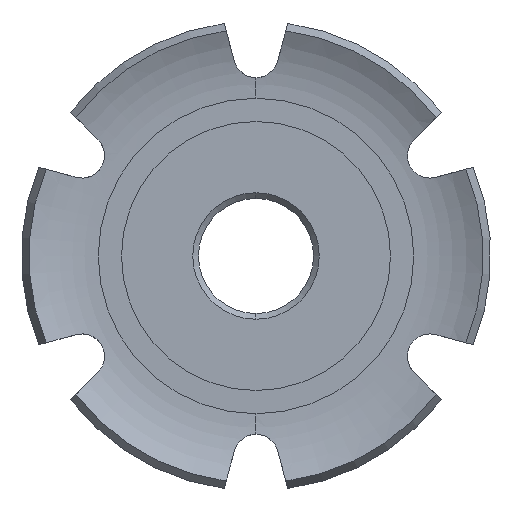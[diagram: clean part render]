
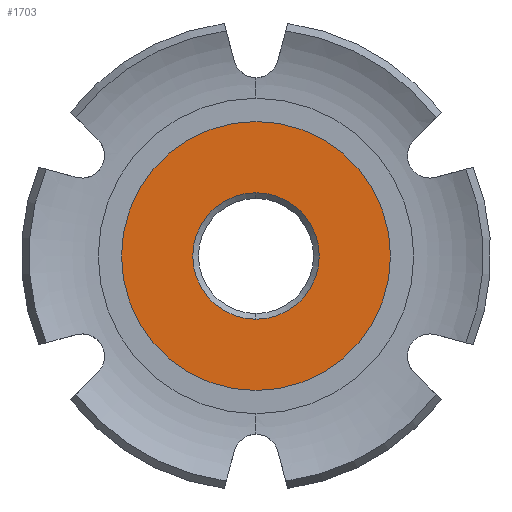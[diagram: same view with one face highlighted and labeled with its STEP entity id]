
A CAD part, front view. The second image highlights one B-rep face of the part: STEP entity #1703.
In plain terms, the highlighted planar face has unit normal (0, -1, 0).
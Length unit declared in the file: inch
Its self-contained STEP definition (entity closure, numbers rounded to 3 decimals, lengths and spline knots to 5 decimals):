
#92 = VERTEX_POINT ( 'NONE', #2305 ) ;
#222 = DIRECTION ( 'NONE',  ( -1., 0., 0. ) ) ;
#259 = DIRECTION ( 'NONE',  ( 0., 1., 0. ) ) ;
#293 = CIRCLE ( 'NONE', #747, 0.1105 ) ;
#408 = EDGE_CURVE ( 'NONE', #92, #1064, #2027, .T. ) ;
#679 = EDGE_LOOP ( 'NONE', ( #2664, #2601 ) ) ;
#724 = DIRECTION ( 'NONE',  ( 0., 1., 0. ) ) ;
#747 = AXIS2_PLACEMENT_3D ( 'NONE', #830, #2093, #1046 ) ;
#772 = DIRECTION ( 'NONE',  ( -1., 0., 0. ) ) ;
#779 = AXIS2_PLACEMENT_3D ( 'NONE', #1324, #259, #222 ) ;
#830 = CARTESIAN_POINT ( 'NONE',  ( 0., -0.19685, 0. ) ) ;
#936 = PLANE ( 'NONE',  #2536 ) ;
#981 = CARTESIAN_POINT ( 'NONE',  ( 0., -0.19685, 0. ) ) ;
#1046 = DIRECTION ( 'NONE',  ( -1., 0., 0. ) ) ;
#1064 = VERTEX_POINT ( 'NONE', #2453 ) ;
#1192 = EDGE_CURVE ( 'NONE', #2122, #1593, #293, .T. ) ;
#1301 = EDGE_CURVE ( 'NONE', #1593, #2122, #1481, .T. ) ;
#1324 = CARTESIAN_POINT ( 'NONE',  ( 0., -0.19685, 0. ) ) ;
#1326 = CARTESIAN_POINT ( 'NONE',  ( 0., -0.19685, -0.1105 ) ) ;
#1398 = CIRCLE ( 'NONE', #2190, 0.235 ) ;
#1408 = CARTESIAN_POINT ( 'NONE',  ( 0.235, -0.19685, 0. ) ) ;
#1481 = CIRCLE ( 'NONE', #1850, 0.1105 ) ;
#1484 = DIRECTION ( 'NONE',  ( 0., 1., 0. ) ) ;
#1522 = ORIENTED_EDGE ( 'NONE', *, *, #1192, .T. ) ;
#1593 = VERTEX_POINT ( 'NONE', #2154 ) ;
#1643 = ORIENTED_EDGE ( 'NONE', *, *, #1301, .T. ) ;
#1703 = ADVANCED_FACE ( 'NONE', ( #1865, #2494 ), #936, .F. ) ;
#1850 = AXIS2_PLACEMENT_3D ( 'NONE', #2602, #1484, #2153 ) ;
#1865 = FACE_BOUND ( 'NONE', #1911, .T. ) ;
#1911 = EDGE_LOOP ( 'NONE', ( #1522, #1643 ) ) ;
#2027 = CIRCLE ( 'NONE', #779, 0.235 ) ;
#2050 = DIRECTION ( 'NONE',  ( -1., 0., 0. ) ) ;
#2093 = DIRECTION ( 'NONE',  ( 0., 1., 0. ) ) ;
#2122 = VERTEX_POINT ( 'NONE', #1326 ) ;
#2153 = DIRECTION ( 'NONE',  ( -1., 0., 0. ) ) ;
#2154 = CARTESIAN_POINT ( 'NONE',  ( 0., -0.19685, 0.1105 ) ) ;
#2190 = AXIS2_PLACEMENT_3D ( 'NONE', #981, #724, #2050 ) ;
#2305 = CARTESIAN_POINT ( 'NONE',  ( -0.235, -0.19685, 0. ) ) ;
#2453 = CARTESIAN_POINT ( 'NONE',  ( 0.235, -0.19685, 0. ) ) ;
#2494 = FACE_OUTER_BOUND ( 'NONE', #679, .T. ) ;
#2502 = EDGE_CURVE ( 'NONE', #1064, #92, #1398, .T. ) ;
#2536 = AXIS2_PLACEMENT_3D ( 'NONE', #1408, #2740, #772 ) ;
#2601 = ORIENTED_EDGE ( 'NONE', *, *, #2502, .F. ) ;
#2602 = CARTESIAN_POINT ( 'NONE',  ( 0., -0.19685, 0. ) ) ;
#2664 = ORIENTED_EDGE ( 'NONE', *, *, #408, .F. ) ;
#2740 = DIRECTION ( 'NONE',  ( 0., 1., 0. ) ) ;
